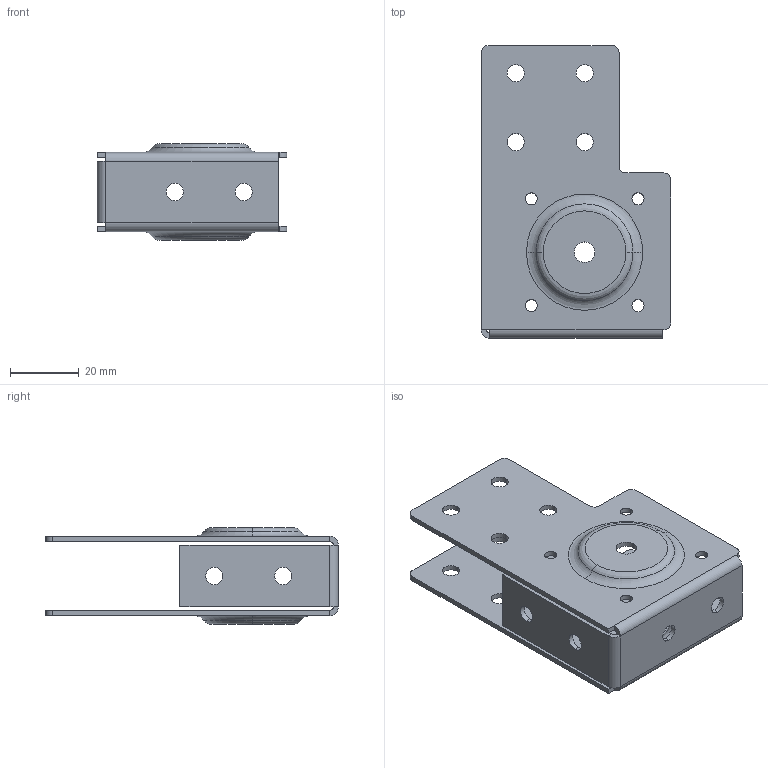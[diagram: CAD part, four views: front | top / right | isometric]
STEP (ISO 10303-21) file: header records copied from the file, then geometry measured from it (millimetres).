
FILE_DESCRIPTION (( 'STEP AP214' ), '1' );
FILE_NAME ('A163 Êîíöåâîé êðîíøòåéí äâèãàòåëÿ 23õ84.STEP', '2019-07-09T11:31:20', ( 'Windows User' ), ( '' ), 'SwSTEP 2.0', 'SolidWorks 2018', '' );
FILE_SCHEMA (( 'AUTOMOTIVE_DESIGN' ));
Length unit declared in the file: millimetre
Products named in the file (1): A163 Êîíöåâîé êðîíøòåéí äâèãàòåëÿ 23õ84
Bounding box: 55 x 85 x 28 mm (x, y, z)
Volume: 14609.8 mm3; surface area: 20822.3 mm2
Topology: 1 solids, 1 shells, 110 faces, 284 edges, 180 vertices
Faces by surface type: cylinder 60, plane 34, torus 16
Entity records: 3526 total; most frequent: DIRECTION 666, CARTESIAN_POINT 575, ORIENTED_EDGE 568, EDGE_CURVE 284, AXIS2_PLACEMENT_3D 271, VERTEX_POINT 180, CIRCLE 160, EDGE_LOOP 158
